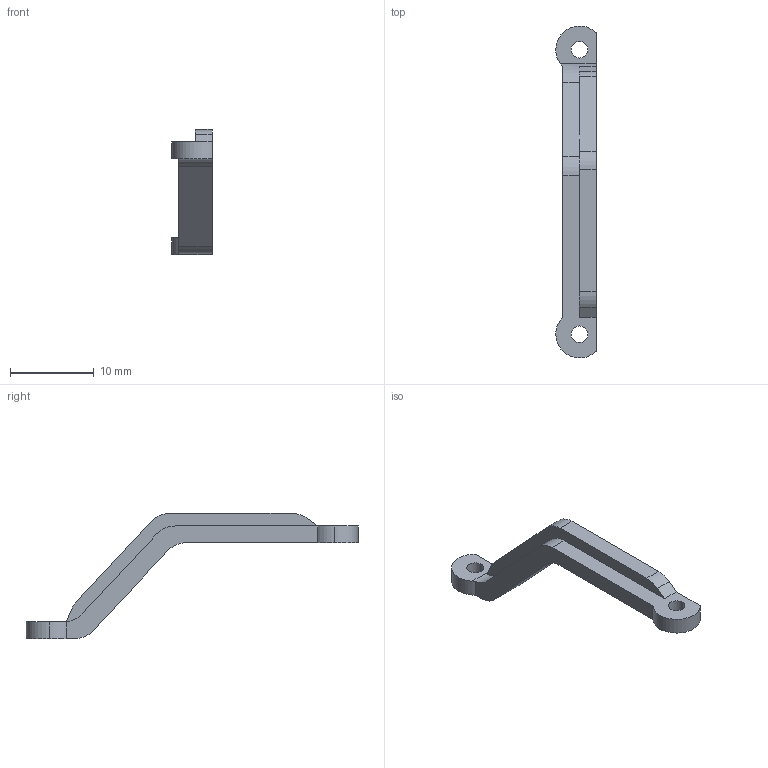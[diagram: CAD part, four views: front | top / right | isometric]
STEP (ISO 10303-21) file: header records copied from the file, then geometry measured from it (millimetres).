
FILE_DESCRIPTION (( 'STEP AP203' ), '1' );
FILE_NAME ('neck-linkage.STEP', '2019-10-22T11:34:30', ( '' ), ( '' ), 'SwSTEP 2.0', 'SolidWorks 2013', '' );
FILE_SCHEMA (( 'CONFIG_CONTROL_DESIGN' ));
Length unit declared in the file: millimetre
Products named in the file (1): neck-linkage
Bounding box: 4.83 x 39.65 x 14.95 mm (x, y, z)
Volume: 470.3 mm3; surface area: 677.6 mm2
Topology: 1 solids, 1 shells, 28 faces, 78 edges, 52 vertices
Faces by surface type: cylinder 15, plane 13
Entity records: 999 total; most frequent: DIRECTION 166, CARTESIAN_POINT 162, ORIENTED_EDGE 156, EDGE_CURVE 78, AXIS2_PLACEMENT_3D 60, VERTEX_POINT 52, LINE 46, VECTOR 46
